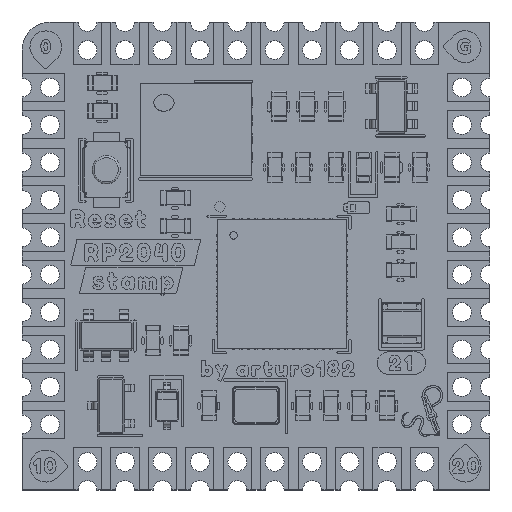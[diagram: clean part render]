
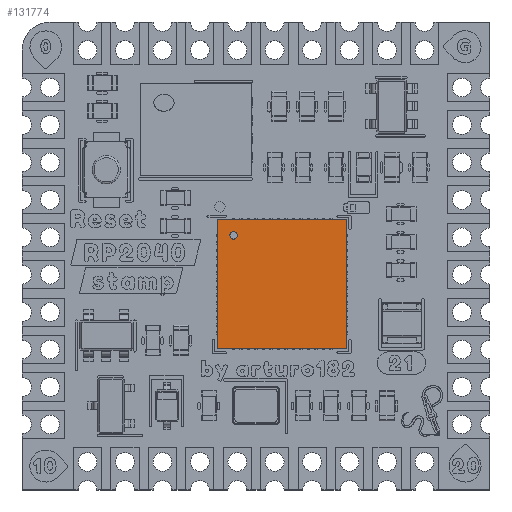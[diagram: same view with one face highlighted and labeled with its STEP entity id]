
A CAD part, top view. The second image highlights one B-rep face of the part: STEP entity #131774.
In plain terms, the highlighted planar face has unit normal (0, 0, 1).
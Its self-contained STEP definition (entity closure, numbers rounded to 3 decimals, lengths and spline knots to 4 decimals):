
#827=CIRCLE('',#138940,0.2);
#1476=FACE_BOUND('',#8754,.T.);
#1896=FACE_OUTER_BOUND('',#8753,.T.);
#8753=EDGE_LOOP('',(#86551,#86552,#86553,#86554));
#8754=EDGE_LOOP('',(#86555));
#15914=LINE('',#180753,#34568);
#16002=LINE('',#180899,#34656);
#16255=LINE('',#181406,#34909);
#16299=LINE('',#181479,#34953);
#34568=VECTOR('',#146638,10.);
#34656=VECTOR('',#146728,10.);
#34909=VECTOR('',#147151,10.);
#34953=VECTOR('',#147197,10.);
#53217=VERTEX_POINT('',#180751);
#53218=VERTEX_POINT('',#180752);
#53275=VERTEX_POINT('',#180897);
#53444=VERTEX_POINT('',#181405);
#53669=VERTEX_POINT('',#182055);
#66034=EDGE_CURVE('',#53217,#53218,#15914,.T.);
#66122=EDGE_CURVE('',#53217,#53275,#16002,.T.);
#66375=EDGE_CURVE('',#53218,#53444,#16255,.T.);
#66419=EDGE_CURVE('',#53275,#53444,#16299,.T.);
#66714=EDGE_CURVE('',#53669,#53669,#827,.T.);
#86551=ORIENTED_EDGE('',*,*,#66034,.F.);
#86552=ORIENTED_EDGE('',*,*,#66122,.T.);
#86553=ORIENTED_EDGE('',*,*,#66419,.T.);
#86554=ORIENTED_EDGE('',*,*,#66375,.F.);
#86555=ORIENTED_EDGE('',*,*,#66714,.T.);
#124068=PLANE('',#138939);
#131774=ADVANCED_FACE('',(#1896,#1476),#124068,.T.);
#138939=AXIS2_PLACEMENT_3D('',#182054,#147660,#147661);
#138940=AXIS2_PLACEMENT_3D('',#182056,#147662,#147663);
#146638=DIRECTION('',(1.,0.,0.));
#146728=DIRECTION('',(0.,-1.,0.));
#147151=DIRECTION('',(0.,-1.,0.));
#147197=DIRECTION('',(1.,0.,0.));
#147660=DIRECTION('center_axis',(0.,0.,1.));
#147661=DIRECTION('ref_axis',(1.,0.,0.));
#147662=DIRECTION('center_axis',(0.,0.,
-1.));
#147663=DIRECTION('ref_axis',(0.559,-0.829,0.));
#180751=CARTESIAN_POINT('',(-3.45,3.45,1.1));
#180752=CARTESIAN_POINT('',(3.45,3.45,1.1));
#180753=CARTESIAN_POINT('',(-3.45,3.45,1.1));
#180897=CARTESIAN_POINT('',(-3.45,-3.45,1.1));
#180899=CARTESIAN_POINT('',(-3.45,3.45,1.1));
#181405=CARTESIAN_POINT('',(3.45,-3.45,1.1));
#181406=CARTESIAN_POINT('',(3.45,3.45,1.1));
#181479=CARTESIAN_POINT('',(-3.45,-3.45,1.1));
#182054=CARTESIAN_POINT('Origin',(-3.45,0.,1.1));
#182055=CARTESIAN_POINT('',(-2.6,2.4,1.1));
#182056=CARTESIAN_POINT('Origin',(-2.6,2.6,1.1));
